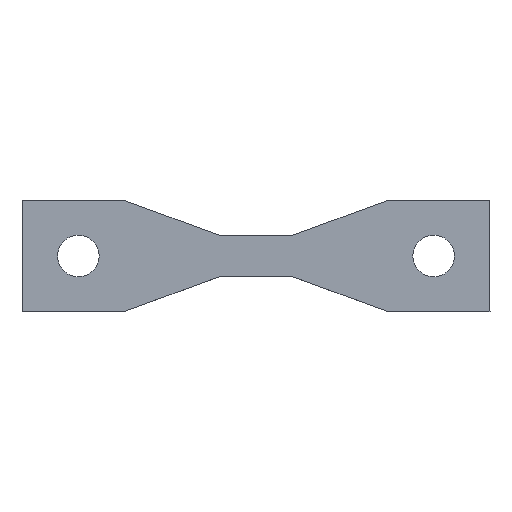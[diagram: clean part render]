
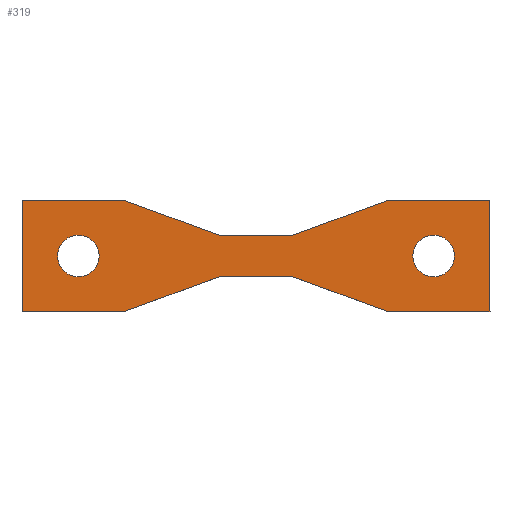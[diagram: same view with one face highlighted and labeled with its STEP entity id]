
A CAD part, top view. The second image highlights one B-rep face of the part: STEP entity #319.
In plain terms, the highlighted planar face has unit normal (0, 0, 1).
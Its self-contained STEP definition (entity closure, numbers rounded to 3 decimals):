
#15=FACE_BOUND('',#64,.T.);
#16=FACE_BOUND('',#65,.T.);
#31=PLANE('',#353);
#47=FACE_OUTER_BOUND('',#63,.T.);
#63=EDGE_LOOP('',(#275,#276,#277,#278,#279,#280,#281,#282,#283,#284,#285,
#286));
#64=EDGE_LOOP('',(#287));
#65=EDGE_LOOP('',(#288));
#73=LINE('',#455,#111);
#76=LINE('',#461,#114);
#79=LINE('',#467,#117);
#82=LINE('',#473,#120);
#85=LINE('',#479,#123);
#88=LINE('',#485,#126);
#91=LINE('',#491,#129);
#94=LINE('',#497,#132);
#97=LINE('',#503,#135);
#100=LINE('',#509,#138);
#103=LINE('',#515,#141);
#106=LINE('',#519,#144);
#111=VECTOR('',#375,10.);
#114=VECTOR('',#380,10.);
#117=VECTOR('',#385,10.);
#120=VECTOR('',#390,10.);
#123=VECTOR('',#395,10.);
#126=VECTOR('',#400,10.);
#129=VECTOR('',#405,10.);
#132=VECTOR('',#410,10.);
#135=VECTOR('',#415,10.);
#138=VECTOR('',#420,10.);
#141=VECTOR('',#425,10.);
#144=VECTOR('',#430,10.);
#145=CIRCLE('',#336,2.05);
#147=CIRCLE('',#339,2.05);
#149=VERTEX_POINT('',#437);
#151=VERTEX_POINT('',#443);
#155=VERTEX_POINT('',#452);
#156=VERTEX_POINT('',#454);
#158=VERTEX_POINT('',#460);
#160=VERTEX_POINT('',#466);
#162=VERTEX_POINT('',#472);
#164=VERTEX_POINT('',#478);
#166=VERTEX_POINT('',#484);
#168=VERTEX_POINT('',#490);
#170=VERTEX_POINT('',#496);
#172=VERTEX_POINT('',#502);
#174=VERTEX_POINT('',#508);
#176=VERTEX_POINT('',#514);
#177=EDGE_CURVE('',#149,#149,#145,.T.);
#180=EDGE_CURVE('',#151,#151,#147,.T.);
#185=EDGE_CURVE('',#156,#155,#73,.T.);
#188=EDGE_CURVE('',#158,#156,#76,.T.);
#191=EDGE_CURVE('',#160,#158,#79,.T.);
#194=EDGE_CURVE('',#162,#160,#82,.T.);
#197=EDGE_CURVE('',#164,#162,#85,.T.);
#200=EDGE_CURVE('',#166,#164,#88,.T.);
#203=EDGE_CURVE('',#168,#166,#91,.T.);
#206=EDGE_CURVE('',#170,#168,#94,.T.);
#209=EDGE_CURVE('',#172,#170,#97,.T.);
#212=EDGE_CURVE('',#174,#172,#100,.T.);
#215=EDGE_CURVE('',#176,#174,#103,.T.);
#218=EDGE_CURVE('',#155,#176,#106,.T.);
#275=ORIENTED_EDGE('',*,*,#218,.T.);
#276=ORIENTED_EDGE('',*,*,#215,.T.);
#277=ORIENTED_EDGE('',*,*,#212,.T.);
#278=ORIENTED_EDGE('',*,*,#209,.T.);
#279=ORIENTED_EDGE('',*,*,#206,.T.);
#280=ORIENTED_EDGE('',*,*,#203,.T.);
#281=ORIENTED_EDGE('',*,*,#200,.T.);
#282=ORIENTED_EDGE('',*,*,#197,.T.);
#283=ORIENTED_EDGE('',*,*,#194,.T.);
#284=ORIENTED_EDGE('',*,*,#191,.T.);
#285=ORIENTED_EDGE('',*,*,#188,.T.);
#286=ORIENTED_EDGE('',*,*,#185,.T.);
#287=ORIENTED_EDGE('',*,*,#180,.T.);
#288=ORIENTED_EDGE('',*,*,#177,.T.);
#319=ADVANCED_FACE('',(#47,#15,#16),#31,.T.);
#336=AXIS2_PLACEMENT_3D('',#438,#359,#360);
#339=AXIS2_PLACEMENT_3D('',#444,#366,#367);
#353=AXIS2_PLACEMENT_3D('',#520,#431,#432);
#359=DIRECTION('center_axis',(0.,0.,-1.));
#360=DIRECTION('ref_axis',(1.,0.,0.));
#366=DIRECTION('center_axis',(0.,0.,-1.));
#367=DIRECTION('ref_axis',(1.,0.,0.));
#375=DIRECTION('',(-0.939,0.344,0.));
#380=DIRECTION('',(-1.,0.,0.));
#385=DIRECTION('',(-0.939,-0.344,0.));
#390=DIRECTION('',(-1.,0.,0.));
#395=DIRECTION('',(0.,1.,0.));
#400=DIRECTION('',(1.,0.,0.));
#405=DIRECTION('',(0.939,-0.344,0.));
#410=DIRECTION('',(1.,0.,0.));
#415=DIRECTION('',(0.939,0.344,0.));
#420=DIRECTION('',(1.,0.,0.));
#425=DIRECTION('',(0.,-1.,0.));
#430=DIRECTION('',(-1.,0.,0.));
#431=DIRECTION('center_axis',(0.,0.,1.));
#432=DIRECTION('ref_axis',(1.,0.,0.));
#437=CARTESIAN_POINT('',(15.45,0.,1.));
#438=CARTESIAN_POINT('Origin',(17.5,0.,1.));
#443=CARTESIAN_POINT('',(-19.55,0.,1.));
#444=CARTESIAN_POINT('Origin',(-17.5,0.,1.));
#452=CARTESIAN_POINT('',(-13.05,5.5,1.));
#454=CARTESIAN_POINT('',(-3.5,2.,1.));
#455=CARTESIAN_POINT('',(-3.5,2.,1.));
#460=CARTESIAN_POINT('',(3.5,2.,1.));
#461=CARTESIAN_POINT('',(3.5,2.,1.));
#466=CARTESIAN_POINT('',(13.05,5.5,1.));
#467=CARTESIAN_POINT('',(13.05,5.5,1.));
#472=CARTESIAN_POINT('',(23.05,5.5,1.));
#473=CARTESIAN_POINT('',(23.05,5.5,1.));
#478=CARTESIAN_POINT('',(23.05,-5.5,1.));
#479=CARTESIAN_POINT('',(23.05,-5.5,1.));
#484=CARTESIAN_POINT('',(13.05,-5.5,1.));
#485=CARTESIAN_POINT('',(13.05,-5.5,1.));
#490=CARTESIAN_POINT('',(3.5,-2.,1.));
#491=CARTESIAN_POINT('',(3.5,-2.,1.));
#496=CARTESIAN_POINT('',(-3.5,-2.,1.));
#497=CARTESIAN_POINT('',(-3.5,-2.,1.));
#502=CARTESIAN_POINT('',(-13.05,-5.5,1.));
#503=CARTESIAN_POINT('',(-13.05,-5.5,1.));
#508=CARTESIAN_POINT('',(-23.05,-5.5,1.));
#509=CARTESIAN_POINT('',(-23.05,-5.5,1.));
#514=CARTESIAN_POINT('',(-23.05,5.5,1.));
#515=CARTESIAN_POINT('',(-23.05,5.5,1.));
#519=CARTESIAN_POINT('',(-13.05,5.5,1.));
#520=CARTESIAN_POINT('Origin',(0.,0.,
1.));
